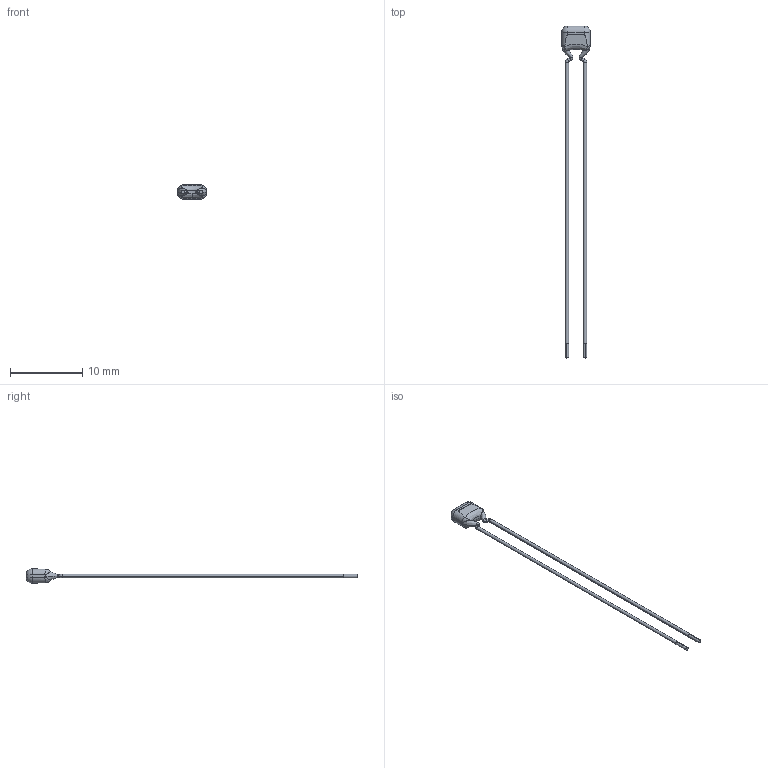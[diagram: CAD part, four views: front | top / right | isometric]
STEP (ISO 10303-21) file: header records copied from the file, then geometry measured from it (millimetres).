
FILE_DESCRIPTION (( 'STEP AP214' ), '1' );
FILE_NAME ('NXRS15WB333JA5B045.STEP', '2020-08-13T12:14:25', ( '' ), ( '' ), 'SwSTEP 2.0', 'SolidWorks 2017', '' );
FILE_SCHEMA (( 'AUTOMOTIVE_DESIGN' ));
Length unit declared in the file: millimetre
Products named in the file (1): NXRS15WB333JA5B045
Bounding box: 4 x 46 x 2 mm (x, y, z)
Volume: 36.2 mm3; surface area: 169.1 mm2
Topology: 5 solids, 5 shells, 71 faces, 155 edges, 86 vertices
Faces by surface type: cylinder 31, plane 17, bspline 11, torus 8, sphere 4
Entity records: 2291 total; most frequent: CARTESIAN_POINT 850, ORIENTED_EDGE 294, DIRECTION 268, EDGE_CURVE 147, AXIS2_PLACEMENT_3D 114, VERTEX_POINT 86, FACE_OUTER_BOUND 71, EDGE_LOOP 71
